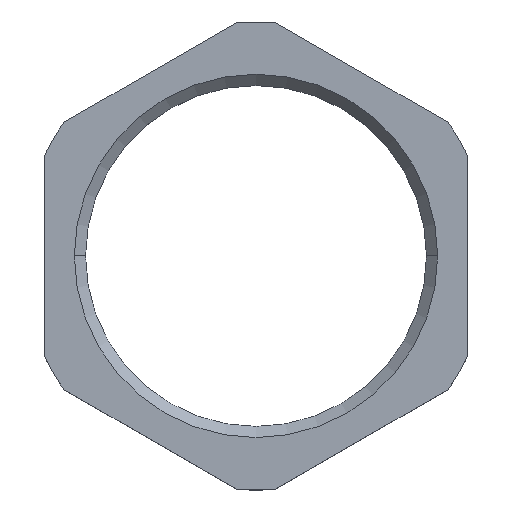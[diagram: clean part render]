
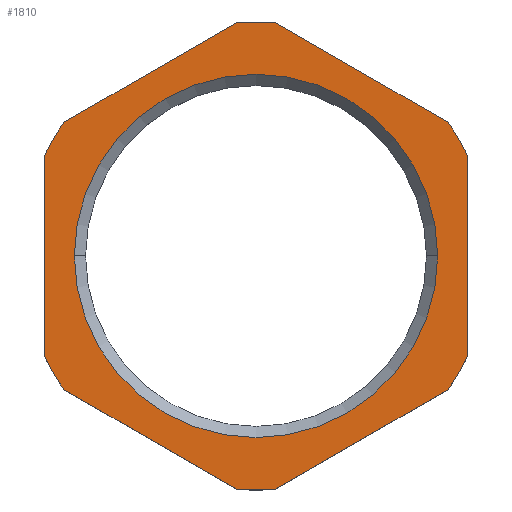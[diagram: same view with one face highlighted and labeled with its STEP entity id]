
A CAD part, top view. The second image highlights one B-rep face of the part: STEP entity #1810.
In plain terms, the highlighted planar face has unit normal (0, 0, 1).
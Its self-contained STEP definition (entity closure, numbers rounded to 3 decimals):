
#100=CARTESIAN_POINT('',(-19.,-8.944,7.5));
#110=VERTEX_POINT('',#100);
#160=CARTESIAN_POINT('',(0.,0.,7.5));
#170=DIRECTION('',(0.,0.,1.));
#180=DIRECTION('',(1.,0.,0.));
#190=AXIS2_PLACEMENT_3D('',#160,#170,#180);
#200=CIRCLE('',#190,21.);
#210=CARTESIAN_POINT('',(-17.246,-11.982,7.5));
#220=VERTEX_POINT('',#210);
#230=EDGE_CURVE('',#110,#220,#200,.T.);
#520=CARTESIAN_POINT('',(-19.,8.944,7.5));
#530=VERTEX_POINT('',#520);
#580=CARTESIAN_POINT('',(-19.,8.944,7.5));
#590=DIRECTION('',(0.,-1.,0.));
#600=VECTOR('',#590,1000.);
#610=LINE('',#580,#600);
#620=EDGE_CURVE('',#530,#110,#610,.T.);
#740=CARTESIAN_POINT('',(0.,0.,7.5));
#750=DIRECTION('',(0.,0.,1.));
#760=DIRECTION('',(1.,0.,0.));
#770=AXIS2_PLACEMENT_3D('',#740,#750,#760);
#780=PLANE('',#770);
#790=CARTESIAN_POINT('',(0.,0.,7.5));
#800=DIRECTION('',(0.,0.,-1.));
#810=DIRECTION('',(1.,0.,0.));
#820=AXIS2_PLACEMENT_3D('',#790,#800,#810);
#830=CIRCLE('',#820,16.3);
#840=CARTESIAN_POINT('',(16.3,0.,7.5));
#850=VERTEX_POINT('',#840);
#860=CARTESIAN_POINT('',(-16.3,0.,7.5));
#870=VERTEX_POINT('',#860);
#880=EDGE_CURVE('',#850,#870,#830,.T.);
#890=ORIENTED_EDGE('',*,*,#880,.T.);
#900=EDGE_CURVE('',#870,#850,#830,.T.);
#910=ORIENTED_EDGE('',*,*,#900,.T.);
#920=EDGE_LOOP('',(#910,#890));
#930=FACE_BOUND('',#920,.T.);
#940=CARTESIAN_POINT('',(1.754,-20.927,7.5));
#950=DIRECTION('',(0.866,0.5,0.));
#960=VECTOR('',#950,1000.);
#970=LINE('',#940,#960);
#980=CARTESIAN_POINT('',(1.754,-20.927,7.5));
#990=VERTEX_POINT('',#980);
#1000=CARTESIAN_POINT('',(17.246,-11.982,7.5));
#1010=VERTEX_POINT('',#1000);
#1020=EDGE_CURVE('',#990,#1010,#970,.T.);
#1030=ORIENTED_EDGE('',*,*,#1020,.T.);
#1040=CARTESIAN_POINT('',(0.,0.,7.5));
#1050=DIRECTION('',(0.,0.,1.));
#1060=DIRECTION('',(1.,0.,0.));
#1070=AXIS2_PLACEMENT_3D('',#1040,#1050,#1060);
#1080=CIRCLE('',#1070,21.);
#1090=CARTESIAN_POINT('',(-1.754,-20.927,7.5));
#1100=VERTEX_POINT('',#1090);
#1110=EDGE_CURVE('',#1100,#990,#1080,.T.);
#1120=ORIENTED_EDGE('',*,*,#1110,.T.);
#1130=CARTESIAN_POINT('',(-17.246,-11.982,7.5));
#1140=DIRECTION('',(0.866,-0.5,0.));
#1150=VECTOR('',#1140,1000.);
#1160=LINE('',#1130,#1150);
#1170=EDGE_CURVE('',#220,#1100,#1160,.T.);
#1180=ORIENTED_EDGE('',*,*,#1170,.T.);
#1190=ORIENTED_EDGE('',*,*,#230,.T.);
#1200=ORIENTED_EDGE('',*,*,#620,.T.);
#1210=CARTESIAN_POINT('',(0.,0.,7.5));
#1220=DIRECTION('',(0.,0.,1.));
#1230=DIRECTION('',(1.,0.,0.));
#1240=AXIS2_PLACEMENT_3D('',#1210,#1220,#1230);
#1250=CIRCLE('',#1240,21.);
#1260=CARTESIAN_POINT('',(-17.246,11.982,7.5));
#1270=VERTEX_POINT('',#1260);
#1280=EDGE_CURVE('',#1270,#530,#1250,.T.);
#1290=ORIENTED_EDGE('',*,*,#1280,.T.);
#1300=CARTESIAN_POINT('',(-1.754,20.927,7.5));
#1310=DIRECTION('',(-0.866,-0.5,0.));
#1320=VECTOR('',#1310,1000.);
#1330=LINE('',#1300,#1320);
#1340=CARTESIAN_POINT('',(-1.754,20.927,7.5));
#1350=VERTEX_POINT('',#1340);
#1360=EDGE_CURVE('',#1350,#1270,#1330,.T.);
#1370=ORIENTED_EDGE('',*,*,#1360,.T.);
#1380=CARTESIAN_POINT('',(0.,0.,7.5));
#1390=DIRECTION('',(0.,0.,1.));
#1400=DIRECTION('',(1.,0.,0.));
#1410=AXIS2_PLACEMENT_3D('',#1380,#1390,#1400);
#1420=CIRCLE('',#1410,21.);
#1430=CARTESIAN_POINT('',(1.754,20.927,7.5));
#1440=VERTEX_POINT('',#1430);
#1450=EDGE_CURVE('',#1440,#1350,#1420,.T.);
#1460=ORIENTED_EDGE('',*,*,#1450,.T.);
#1470=CARTESIAN_POINT('',(17.246,11.982,7.5));
#1480=DIRECTION('',(-0.866,0.5,0.));
#1490=VECTOR('',#1480,1000.);
#1500=LINE('',#1470,#1490);
#1510=CARTESIAN_POINT('',(17.246,11.982,7.5));
#1520=VERTEX_POINT('',#1510);
#1530=EDGE_CURVE('',#1520,#1440,#1500,.T.);
#1540=ORIENTED_EDGE('',*,*,#1530,.T.);
#1550=CARTESIAN_POINT('',(0.,0.,7.5));
#1560=DIRECTION('',(0.,0.,1.));
#1570=DIRECTION('',(1.,0.,0.));
#1580=AXIS2_PLACEMENT_3D('',#1550,#1560,#1570);
#1590=CIRCLE('',#1580,21.);
#1600=CARTESIAN_POINT('',(19.,8.944,7.5));
#1610=VERTEX_POINT('',#1600);
#1620=EDGE_CURVE('',#1610,#1520,#1590,.T.);
#1630=ORIENTED_EDGE('',*,*,#1620,.T.);
#1640=CARTESIAN_POINT('',(19.,-8.944,7.5));
#1650=DIRECTION('',(0.,1.,0.));
#1660=VECTOR('',#1650,1000.);
#1670=LINE('',#1640,#1660);
#1680=CARTESIAN_POINT('',(19.,-8.944,7.5));
#1690=VERTEX_POINT('',#1680);
#1700=EDGE_CURVE('',#1690,#1610,#1670,.T.);
#1710=ORIENTED_EDGE('',*,*,#1700,.T.);
#1720=CARTESIAN_POINT('',(0.,0.,7.5));
#1730=DIRECTION('',(0.,0.,1.));
#1740=DIRECTION('',(1.,0.,0.));
#1750=AXIS2_PLACEMENT_3D('',#1720,#1730,#1740);
#1760=CIRCLE('',#1750,21.);
#1770=EDGE_CURVE('',#1010,#1690,#1760,.T.);
#1780=ORIENTED_EDGE('',*,*,#1770,.T.);
#1790=EDGE_LOOP('',(#1780,#1710,#1630,#1540,#1460,#1370,#1290,#1200,
#1190,#1180,#1120,#1030));
#1800=FACE_OUTER_BOUND('',#1790,.T.);
#1810=ADVANCED_FACE('',(#930,#1800),#780,.T.);
